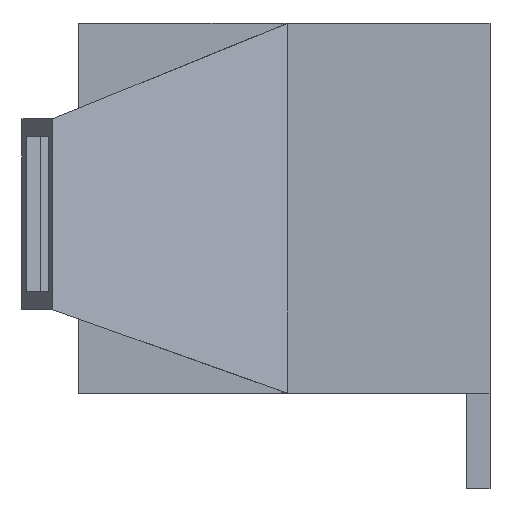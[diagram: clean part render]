
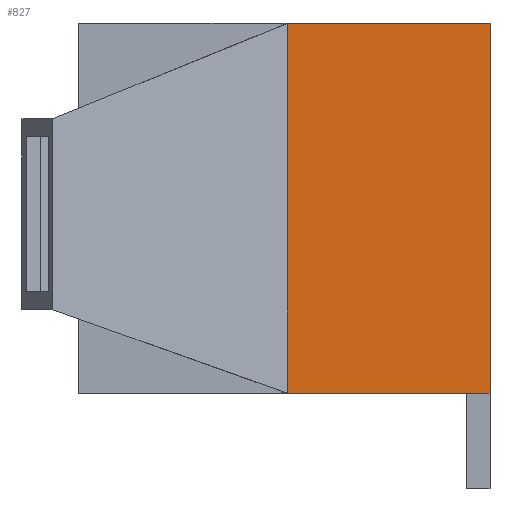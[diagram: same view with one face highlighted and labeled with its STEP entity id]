
A CAD part, front view. The second image highlights one B-rep face of the part: STEP entity #827.
In plain terms, the highlighted planar face has unit normal (0, -1, 0).
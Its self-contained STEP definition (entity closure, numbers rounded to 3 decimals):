
#64=PLANE('',#908);
#109=FACE_OUTER_BOUND('',#156,.T.);
#156=EDGE_LOOP('',(#759,#760,#761,#762,#763));
#167=LINE('',#1160,#251);
#175=LINE('',#1188,#259);
#186=LINE('',#1215,#270);
#190=LINE('',#1223,#274);
#237=LINE('',#1612,#321);
#251=VECTOR('',#937,10.);
#259=VECTOR('',#953,10.);
#270=VECTOR('',#966,10.);
#274=VECTOR('',#974,10.);
#321=VECTOR('',#1111,10.);
#353=VERTEX_POINT('',#1157);
#354=VERTEX_POINT('',#1159);
#363=VERTEX_POINT('',#1185);
#364=VERTEX_POINT('',#1187);
#373=VERTEX_POINT('',#1213);
#430=EDGE_CURVE('',#354,#353,#167,.T.);
#441=EDGE_CURVE('',#363,#364,#175,.T.);
#453=EDGE_CURVE('',#373,#363,#186,.T.);
#457=EDGE_CURVE('',#353,#364,#190,.T.);
#530=EDGE_CURVE('',#354,#373,#237,.T.);
#759=ORIENTED_EDGE('',*,*,#430,.T.);
#760=ORIENTED_EDGE('',*,*,#457,.T.);
#761=ORIENTED_EDGE('',*,*,#441,.F.);
#762=ORIENTED_EDGE('',*,*,#453,.F.);
#763=ORIENTED_EDGE('',*,*,#530,.F.);
#827=ADVANCED_FACE('',(#109),#64,.T.);
#908=AXIS2_PLACEMENT_3D('',#1622,#1125,#1126);
#937=DIRECTION('',(1.,0.,0.));
#953=DIRECTION('',(0.,0.,-1.));
#966=DIRECTION('',(1.,0.,0.));
#974=DIRECTION('',(1.,0.,0.));
#1111=DIRECTION('',(0.,0.,1.));
#1125=DIRECTION('center_axis',(0.,-1.,0.));
#1126=DIRECTION('ref_axis',(0.,0.,-1.));
#1157=CARTESIAN_POINT('',(26.5,-30.,-31.));
#1159=CARTESIAN_POINT('',(11.5,-30.,-31.));
#1160=CARTESIAN_POINT('',(13.5,-30.,-31.));
#1185=CARTESIAN_POINT('',(28.5,-30.,0.));
#1187=CARTESIAN_POINT('',(28.5,-30.,-31.));
#1188=CARTESIAN_POINT('',(28.5,-30.,-1.5));
#1213=CARTESIAN_POINT('',(11.5,-30.,0.));
#1215=CARTESIAN_POINT('',(11.5,-30.,0.));
#1223=CARTESIAN_POINT('',(13.5,-30.,-31.));
#1612=CARTESIAN_POINT('',(11.5,-30.,-31.));
#1622=CARTESIAN_POINT('Origin',(13.5,-30.,0.));
